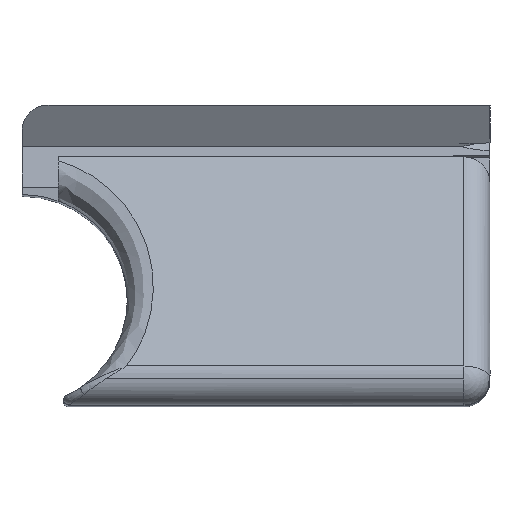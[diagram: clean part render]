
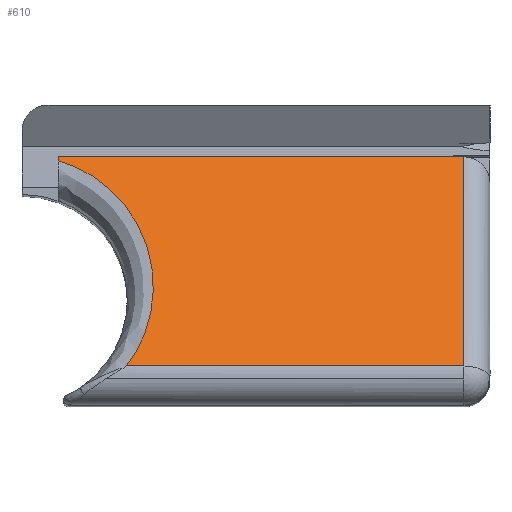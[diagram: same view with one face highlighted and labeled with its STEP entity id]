
A CAD part, top view. The second image highlights one B-rep face of the part: STEP entity #610.
In plain terms, the highlighted planar face has unit normal (0, 0.5, 0.866).
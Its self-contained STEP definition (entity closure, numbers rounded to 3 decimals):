
#131 = CARTESIAN_POINT ( 'NONE',  ( 6.389, 4.62, 42.001 ) ) ;
#144 = PLANE ( 'NONE',  #893 ) ;
#154 = VECTOR ( 'NONE', #813, 1000. ) ;
#158 = CARTESIAN_POINT ( 'NONE',  ( 0., 1.5, 43.802 ) ) ;
#191 = CARTESIAN_POINT ( 'NONE',  ( 0., 9.55, 39.155 ) ) ;
#257 = CARTESIAN_POINT ( 'NONE',  ( 0., -4.474, 47.251 ) ) ;
#294 = CARTESIAN_POINT ( 'NONE',  ( 17., 9.55, 39.155 ) ) ;
#304 = LINE ( 'NONE', #191, #154 ) ;
#334 = EDGE_CURVE ( 'NONE', #437, #1508, #573, .T. ) ;
#409 = CARTESIAN_POINT ( 'NONE',  ( 1.385, 9.406, 39.238 ) ) ;
#419 = LINE ( 'NONE', #158, #465 ) ;
#437 = VERTEX_POINT ( 'NONE', #409 ) ;
#465 = VECTOR ( 'NONE', #824, 1000. ) ;
#505 = CARTESIAN_POINT ( 'NONE',  ( 1.385, 9.406, 39.238 ) ) ;
#507 = CARTESIAN_POINT ( 'NONE',  ( 1.385, -4.474, 47.251 ) ) ;
#548 = ORIENTED_EDGE ( 'NONE', *, *, #1031, .F. ) ;
#573 =( BOUNDED_CURVE ( )  B_SPLINE_CURVE ( 3, ( #505, #901, #131, #1027 ),
 .UNSPECIFIED., .F., .T. ) 
 B_SPLINE_CURVE_WITH_KNOTS ( ( 4, 4 ),
 ( 3.419, 5.361 ),
 .UNSPECIFIED. ) 
 CURVE ( )  GEOMETRIC_REPRESENTATION_ITEM ( )  RATIONAL_B_SPLINE_CURVE ( ( 1., 0.71, 0.71, 1. ) ) 
 REPRESENTATION_ITEM ( '' )  );
#580 = VECTOR ( 'NONE', #784, 1000. ) ;
#610 = ADVANCED_FACE ( 'NONE', ( #1400 ), #144, .F. ) ;
#742 = DIRECTION ( 'NONE',  ( 0., 0.866, -0.5 ) ) ;
#784 = DIRECTION ( 'NONE',  ( 0., 0.866, -0.5 ) ) ;
#810 = LINE ( 'NONE', #946, #580 ) ;
#813 = DIRECTION ( 'NONE',  ( -1., 0., 0. ) ) ;
#824 = DIRECTION ( 'NONE',  ( 1., 0., 0. ) ) ;
#893 = AXIS2_PLACEMENT_3D ( 'NONE', #257, #1509, #742 ) ;
#901 = CARTESIAN_POINT ( 'NONE',  ( 5.149, 8.333, 39.858 ) ) ;
#946 = CARTESIAN_POINT ( 'NONE',  ( 17., -4.474, 47.251 ) ) ;
#962 = CARTESIAN_POINT ( 'NONE',  ( 17., 1.5, 43.802 ) ) ;
#1014 = DIRECTION ( 'NONE',  ( 0., 0.866, -0.5 ) ) ;
#1027 = CARTESIAN_POINT ( 'NONE',  ( 4.025, 1.5, 43.802 ) ) ;
#1031 = EDGE_CURVE ( 'NONE', #437, #1109, #1140, .T. ) ;
#1087 = ORIENTED_EDGE ( 'NONE', *, *, #1198, .T. ) ;
#1091 = ORIENTED_EDGE ( 'NONE', *, *, #1542, .T. ) ;
#1109 = VERTEX_POINT ( 'NONE', #1296 ) ;
#1114 = EDGE_CURVE ( 'NONE', #1508, #1330, #419, .T. ) ;
#1140 = LINE ( 'NONE', #507, #1613 ) ;
#1198 = EDGE_CURVE ( 'NONE', #1469, #1109, #304, .T. ) ;
#1296 = CARTESIAN_POINT ( 'NONE',  ( 1.385, 9.55, 39.155 ) ) ;
#1330 = VERTEX_POINT ( 'NONE', #962 ) ;
#1373 = EDGE_LOOP ( 'NONE', ( #548, #1407, #1399, #1091, #1087 ) ) ;
#1399 = ORIENTED_EDGE ( 'NONE', *, *, #1114, .T. ) ;
#1400 = FACE_OUTER_BOUND ( 'NONE', #1373, .T. ) ;
#1407 = ORIENTED_EDGE ( 'NONE', *, *, #334, .T. ) ;
#1427 = CARTESIAN_POINT ( 'NONE',  ( 4.025, 1.5, 43.802 ) ) ;
#1469 = VERTEX_POINT ( 'NONE', #294 ) ;
#1508 = VERTEX_POINT ( 'NONE', #1427 ) ;
#1509 = DIRECTION ( 'NONE',  ( 0., -0.5, -0.866 ) ) ;
#1542 = EDGE_CURVE ( 'NONE', #1330, #1469, #810, .T. ) ;
#1613 = VECTOR ( 'NONE', #1014, 1000. ) ;
